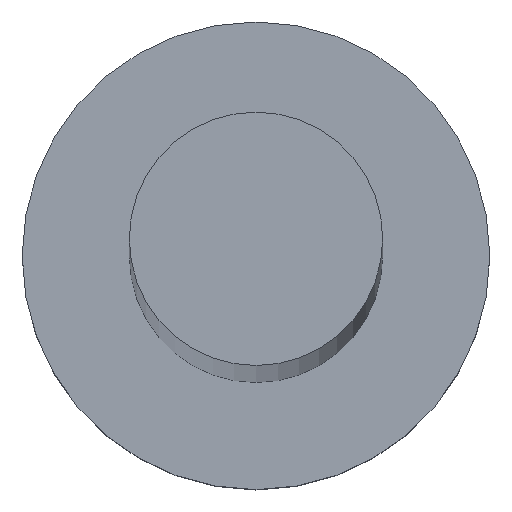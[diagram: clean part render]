
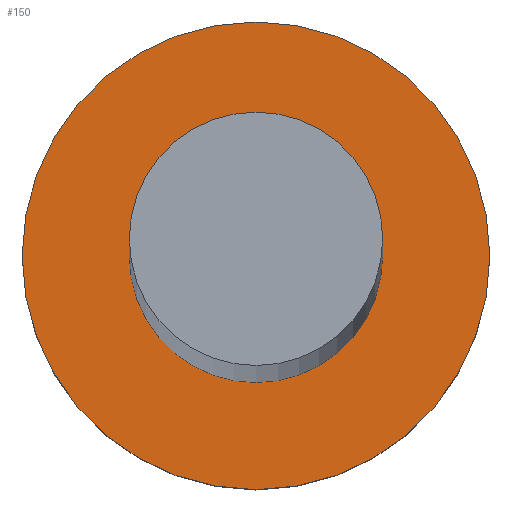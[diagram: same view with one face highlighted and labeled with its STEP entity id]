
A CAD part, top view. The second image highlights one B-rep face of the part: STEP entity #150.
In plain terms, the highlighted planar face has unit normal (0, 0, 1).
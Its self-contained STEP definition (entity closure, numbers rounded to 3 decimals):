
#1 = PLANE ( 'NONE',  #244 ) ;
#6 = DIRECTION ( 'NONE',  ( 1., 0., 0. ) ) ;
#9 = ORIENTED_EDGE ( 'NONE', *, *, #178, .F. ) ;
#10 = EDGE_LOOP ( 'NONE', ( #215, #9 ) ) ;
#17 = DIRECTION ( 'NONE',  ( 0., 0., 1. ) ) ;
#18 = FACE_BOUND ( 'NONE', #10, .T. ) ;
#47 = EDGE_CURVE ( 'NONE', #64, #100, #93, .T. ) ;
#48 = ORIENTED_EDGE ( 'NONE', *, *, #47, .T. ) ;
#53 = DIRECTION ( 'NONE',  ( 1., 0., 0. ) ) ;
#60 = CARTESIAN_POINT ( 'NONE',  ( 0., 0., 5. ) ) ;
#62 = EDGE_CURVE ( 'NONE', #115, #85, #193, .T. ) ;
#64 = VERTEX_POINT ( 'NONE', #74 ) ;
#74 = CARTESIAN_POINT ( 'NONE',  ( 6., 0., 5. ) ) ;
#75 = DIRECTION ( 'NONE',  ( 1., 0., 0. ) ) ;
#85 = VERTEX_POINT ( 'NONE', #181 ) ;
#93 = CIRCLE ( 'NONE', #235, 6. ) ;
#98 = CIRCLE ( 'NONE', #182, 6. ) ;
#100 = VERTEX_POINT ( 'NONE', #212 ) ;
#109 = DIRECTION ( 'NONE',  ( 0., 0., 1. ) ) ;
#113 = CARTESIAN_POINT ( 'NONE',  ( 0., 0., 5. ) ) ;
#115 = VERTEX_POINT ( 'NONE', #179 ) ;
#117 = CARTESIAN_POINT ( 'NONE',  ( 0., 0., 5. ) ) ;
#118 = EDGE_CURVE ( 'NONE', #100, #64, #98, .T. ) ;
#128 = AXIS2_PLACEMENT_3D ( 'NONE', #117, #191, #53 ) ;
#137 = CARTESIAN_POINT ( 'NONE',  ( 0., 0., 5. ) ) ;
#138 = DIRECTION ( 'NONE',  ( 0., 0., 1. ) ) ;
#142 = EDGE_LOOP ( 'NONE', ( #176, #48 ) ) ;
#150 = ADVANCED_FACE ( 'NONE', ( #18, #158 ), #1, .T. ) ;
#158 = FACE_OUTER_BOUND ( 'NONE', #142, .T. ) ;
#172 = DIRECTION ( 'NONE',  ( 1., 0., 0. ) ) ;
#176 = ORIENTED_EDGE ( 'NONE', *, *, #118, .T. ) ;
#177 = DIRECTION ( 'NONE',  ( 0., 0., 1. ) ) ;
#178 = EDGE_CURVE ( 'NONE', #85, #115, #198, .T. ) ;
#179 = CARTESIAN_POINT ( 'NONE',  ( -3.25, 0., 5. ) ) ;
#181 = CARTESIAN_POINT ( 'NONE',  ( 3.25, 0., 5. ) ) ;
#182 = AXIS2_PLACEMENT_3D ( 'NONE', #113, #17, #6 ) ;
#186 = AXIS2_PLACEMENT_3D ( 'NONE', #197, #109, #172 ) ;
#191 = DIRECTION ( 'NONE',  ( 0., 0., 1. ) ) ;
#193 = CIRCLE ( 'NONE', #128, 3.25 ) ;
#197 = CARTESIAN_POINT ( 'NONE',  ( 0., 0., 5. ) ) ;
#198 = CIRCLE ( 'NONE', #186, 3.25 ) ;
#212 = CARTESIAN_POINT ( 'NONE',  ( -6., 0., 5. ) ) ;
#215 = ORIENTED_EDGE ( 'NONE', *, *, #62, .F. ) ;
#234 = DIRECTION ( 'NONE',  ( 1., 0., 0. ) ) ;
#235 = AXIS2_PLACEMENT_3D ( 'NONE', #137, #177, #234 ) ;
#244 = AXIS2_PLACEMENT_3D ( 'NONE', #60, #138, #75 ) ;
